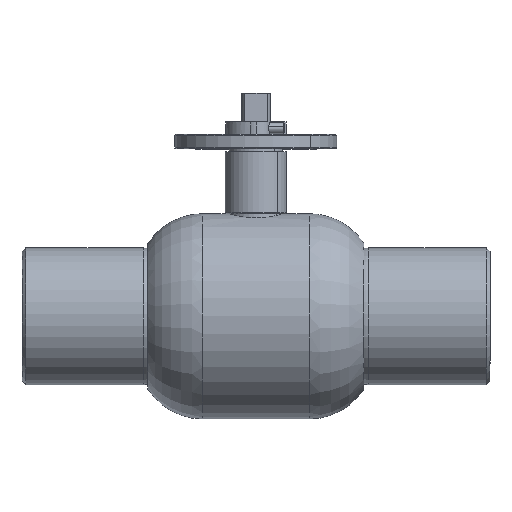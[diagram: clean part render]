
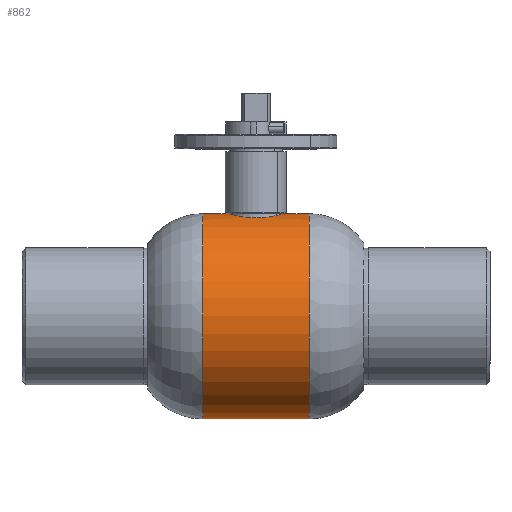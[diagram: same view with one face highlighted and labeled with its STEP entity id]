
A CAD part, top view. The second image highlights one B-rep face of the part: STEP entity #862.
In plain terms, the highlighted cylindrical face has radius 57 mm (diameter 114 mm), a partial arc.
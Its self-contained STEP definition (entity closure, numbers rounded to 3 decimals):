
#90 = B_SPLINE_CURVE_WITH_KNOTS ( 'NONE', 3,
 ( #6774, #4963, #2425, #3648, #1842, #4309, #6242, #1237, #6812, #8024, #1202, #638, #6199, #2575, #2499, #591, #5005, #7484, #5082, #7526, #4270, #3798, #4381, #1275, #3765, #6171 ),
 .UNSPECIFIED., .F., .F.,
 ( 4, 2, 2, 2, 2, 2, 2, 2, 2, 2, 2, 2, 4 ),
 ( 0.05, 0.052, 0.053, 0.057, 0.058, 0.06, 0.063, 0.064, 0.066, 0.069, 0.072, 0.074, 0.075 ),
 .UNSPECIFIED. ) ;
#104 = EDGE_CURVE ( 'NONE', #5011, #800, #5945, .T. ) ;
#248 = EDGE_CURVE ( 'NONE', #1747, #4867, #1586, .T. ) ;
#332 = CARTESIAN_POINT ( 'NONE',  ( 0., 0., 0. ) ) ;
#334 = CARTESIAN_POINT ( 'NONE',  ( -15.178, 56.773, 5.171 ) ) ;
#506 = CARTESIAN_POINT ( 'NONE',  ( -12.031, 56.015, 10.561 ) ) ;
#582 = CARTESIAN_POINT ( 'NONE',  ( -13.85, 56.434, 8.028 ) ) ;
#591 = CARTESIAN_POINT ( 'NONE',  ( 12.697, 56.162, 9.749 ) ) ;
#594 = EDGE_CURVE ( 'NONE', #721, #2172, #90, .T. ) ;
#638 = CARTESIAN_POINT ( 'NONE',  ( 9.77, 55.567, 12.713 ) ) ;
#665 = ORIENTED_EDGE ( 'NONE', *, *, #104, .T. ) ;
#721 = VERTEX_POINT ( 'NONE', #3229 ) ;
#738 = CARTESIAN_POINT ( 'NONE',  ( 0., 57., 0. ) ) ;
#800 = VERTEX_POINT ( 'NONE', #6031 ) ;
#862 = ADVANCED_FACE ( 'NONE', ( #3510 ), #5455, .T. ) ;
#1039 = DIRECTION ( 'NONE',  ( 0., -1., 0. ) ) ;
#1069 = CARTESIAN_POINT ( 'NONE',  ( -4.172, 54.858, 15.482 ) ) ;
#1071 = CARTESIAN_POINT ( 'NONE',  ( -16., 57., 0. ) ) ;
#1080 = DIRECTION ( 'NONE',  ( -1., 0., 0. ) ) ;
#1111 = CARTESIAN_POINT ( 'NONE',  ( -12.693, 56.161, 9.755 ) ) ;
#1174 = VECTOR ( 'NONE', #2648, 1000. ) ;
#1202 = CARTESIAN_POINT ( 'NONE',  ( 8.471, 55.359, 13.584 ) ) ;
#1237 = CARTESIAN_POINT ( 'NONE',  ( 6.619, 55.105, 14.576 ) ) ;
#1275 = CARTESIAN_POINT ( 'NONE',  ( 15.974, 56.993, 1.06 ) ) ;
#1460 = EDGE_LOOP ( 'NONE', ( #665, #1988, #5097, #3932, #6410, #2973, #7173 ) ) ;
#1548 = CARTESIAN_POINT ( 'NONE',  ( -15.974, 56.993, 1.052 ) ) ;
#1586 = CIRCLE ( 'NONE', #6186, 57. ) ;
#1651 = VECTOR ( 'NONE', #3236, 1000. ) ;
#1672 = CARTESIAN_POINT ( 'NONE',  ( 0., 54.708, 16. ) ) ;
#1716 = CARTESIAN_POINT ( 'NONE',  ( -29.65, -57., 0. ) ) ;
#1729 = LINE ( 'NONE', #3608, #3969 ) ;
#1747 = VERTEX_POINT ( 'NONE', #1716 ) ;
#1758 = CARTESIAN_POINT ( 'NONE',  ( -11.676, 55.939, 10.951 ) ) ;
#1842 = CARTESIAN_POINT ( 'NONE',  ( 2.615, 54.768, 15.794 ) ) ;
#1868 = LINE ( 'NONE', #738, #1174 ) ;
#1988 = ORIENTED_EDGE ( 'NONE', *, *, #4581, .T. ) ;
#2172 = VERTEX_POINT ( 'NONE', #7840 ) ;
#2230 = DIRECTION ( 'NONE',  ( 0., -1., 0. ) ) ;
#2408 = CARTESIAN_POINT ( 'NONE',  ( -29.65, 57., 0. ) ) ;
#2425 = CARTESIAN_POINT ( 'NONE',  ( 1.047, 54.716, 15.974 ) ) ;
#2499 = CARTESIAN_POINT ( 'NONE',  ( 12.034, 56.015, 10.557 ) ) ;
#2575 = CARTESIAN_POINT ( 'NONE',  ( 11.68, 55.94, 10.948 ) ) ;
#2648 = DIRECTION ( 'NONE',  ( -1., 0., 0. ) ) ;
#2658 = AXIS2_PLACEMENT_3D ( 'NONE', #332, #3552, #4180 ) ;
#2813 = CARTESIAN_POINT ( 'NONE',  ( -14.572, 56.615, 6.629 ) ) ;
#2936 = B_SPLINE_CURVE_WITH_KNOTS ( 'NONE', 3,
 ( #6508, #7144, #1548, #4046, #6547, #5939, #334, #2813, #7943, #582, #5538, #7364, #1111, #506, #1758, #2951, #7324, #4791, #4957, #6684, #7899, #3553, #1069, #4917, #8055, #7401, #4878, #1672 ),
 .UNSPECIFIED., .F., .F.,
 ( 4, 2, 2, 2, 2, 2, 2, 2, 2, 2, 2, 2, 2, 4 ),
 ( 0.025, 0.027, 0.028, 0.031, 0.033, 0.035, 0.036, 0.038, 0.041, 0.042, 0.044, 0.047, 0.049, 0.05 ),
 .UNSPECIFIED. ) ;
#2951 = CARTESIAN_POINT ( 'NONE',  ( -10.567, 55.715, 12.06 ) ) ;
#2973 = ORIENTED_EDGE ( 'NONE', *, *, #248, .F. ) ;
#3229 = CARTESIAN_POINT ( 'NONE',  ( 0., 54.708, 16. ) ) ;
#3236 = DIRECTION ( 'NONE',  ( -1., 0., 0. ) ) ;
#3510 = FACE_OUTER_BOUND ( 'NONE', #1460, .T. ) ;
#3552 = DIRECTION ( 'NONE',  ( -1., 0., 0. ) ) ;
#3553 = CARTESIAN_POINT ( 'NONE',  ( -5.17, 54.944, 15.178 ) ) ;
#3574 = DIRECTION ( 'NONE',  ( -1., 0., 0. ) ) ;
#3608 = CARTESIAN_POINT ( 'NONE',  ( 0., 57., 0. ) ) ;
#3639 = EDGE_CURVE ( 'NONE', #4442, #721, #2936, .T. ) ;
#3648 = CARTESIAN_POINT ( 'NONE',  ( 2.092, 54.746, 15.871 ) ) ;
#3765 = CARTESIAN_POINT ( 'NONE',  ( 16., 57., 0.527 ) ) ;
#3798 = CARTESIAN_POINT ( 'NONE',  ( 15.791, 56.942, 2.628 ) ) ;
#3932 = ORIENTED_EDGE ( 'NONE', *, *, #3639, .F. ) ;
#3969 = VECTOR ( 'NONE', #1080, 1000. ) ;
#4046 = CARTESIAN_POINT ( 'NONE',  ( -15.869, 56.963, 2.108 ) ) ;
#4180 = DIRECTION ( 'NONE',  ( 0., -1., 0. ) ) ;
#4270 = CARTESIAN_POINT ( 'NONE',  ( 15.484, 56.857, 4.166 ) ) ;
#4309 = CARTESIAN_POINT ( 'NONE',  ( 4.173, 54.857, 15.482 ) ) ;
#4381 = CARTESIAN_POINT ( 'NONE',  ( 15.869, 56.963, 2.11 ) ) ;
#4442 = VERTEX_POINT ( 'NONE', #1071 ) ;
#4545 = LINE ( 'NONE', #5665, #1651 ) ;
#4581 = EDGE_CURVE ( 'NONE', #800, #2172, #1868, .T. ) ;
#4791 = CARTESIAN_POINT ( 'NONE',  ( -8.468, 55.358, 13.585 ) ) ;
#4867 = VERTEX_POINT ( 'NONE', #2408 ) ;
#4878 = CARTESIAN_POINT ( 'NONE',  ( -0.524, 54.708, 16. ) ) ;
#4917 = CARTESIAN_POINT ( 'NONE',  ( -2.625, 54.769, 15.792 ) ) ;
#4957 = CARTESIAN_POINT ( 'NONE',  ( -8.02, 55.291, 13.855 ) ) ;
#4963 = CARTESIAN_POINT ( 'NONE',  ( 0.524, 54.708, 16. ) ) ;
#5005 = CARTESIAN_POINT ( 'NONE',  ( 13.007, 56.233, 9.331 ) ) ;
#5011 = VERTEX_POINT ( 'NONE', #5589 ) ;
#5082 = CARTESIAN_POINT ( 'NONE',  ( 14.368, 56.562, 7.119 ) ) ;
#5097 = ORIENTED_EDGE ( 'NONE', *, *, #594, .F. ) ;
#5455 = CYLINDRICAL_SURFACE ( 'NONE', #2658, 57. ) ;
#5538 = CARTESIAN_POINT ( 'NONE',  ( -13.582, 56.368, 8.474 ) ) ;
#5589 = CARTESIAN_POINT ( 'NONE',  ( 29.65, -57., 0. ) ) ;
#5665 = CARTESIAN_POINT ( 'NONE',  ( 0., -57., 0. ) ) ;
#5884 = EDGE_CURVE ( 'NONE', #4442, #4867, #1729, .T. ) ;
#5939 = CARTESIAN_POINT ( 'NONE',  ( -15.482, 56.856, 4.171 ) ) ;
#5945 = CIRCLE ( 'NONE', #7754, 57. ) ;
#5949 = DIRECTION ( 'NONE',  ( -1., 0., 0. ) ) ;
#6031 = CARTESIAN_POINT ( 'NONE',  ( 29.65, 57., 0. ) ) ;
#6171 = CARTESIAN_POINT ( 'NONE',  ( 16., 57., 0. ) ) ;
#6186 = AXIS2_PLACEMENT_3D ( 'NONE', #6650, #5949, #1039 ) ;
#6199 = CARTESIAN_POINT ( 'NONE',  ( 10.572, 55.716, 12.055 ) ) ;
#6242 = CARTESIAN_POINT ( 'NONE',  ( 5.174, 54.944, 15.176 ) ) ;
#6410 = ORIENTED_EDGE ( 'NONE', *, *, #5884, .T. ) ;
#6508 = CARTESIAN_POINT ( 'NONE',  ( -16., 57., 0. ) ) ;
#6547 = CARTESIAN_POINT ( 'NONE',  ( -15.791, 56.942, 2.629 ) ) ;
#6650 = CARTESIAN_POINT ( 'NONE',  ( -29.65, 0., 0. ) ) ;
#6684 = CARTESIAN_POINT ( 'NONE',  ( -7.092, 55.164, 14.352 ) ) ;
#6774 = CARTESIAN_POINT ( 'NONE',  ( 0., 54.708, 16. ) ) ;
#6812 = CARTESIAN_POINT ( 'NONE',  ( 7.092, 55.164, 14.352 ) ) ;
#7144 = CARTESIAN_POINT ( 'NONE',  ( -16., 57., 0.525 ) ) ;
#7173 = ORIENTED_EDGE ( 'NONE', *, *, #7432, .F. ) ;
#7257 = CARTESIAN_POINT ( 'NONE',  ( 29.65, 0., 0. ) ) ;
#7324 = CARTESIAN_POINT ( 'NONE',  ( -9.765, 55.566, 12.717 ) ) ;
#7364 = CARTESIAN_POINT ( 'NONE',  ( -13.003, 56.232, 9.337 ) ) ;
#7401 = CARTESIAN_POINT ( 'NONE',  ( -1.048, 54.716, 15.974 ) ) ;
#7432 = EDGE_CURVE ( 'NONE', #5011, #1747, #4545, .T. ) ;
#7484 = CARTESIAN_POINT ( 'NONE',  ( 13.874, 56.437, 8.037 ) ) ;
#7526 = CARTESIAN_POINT ( 'NONE',  ( 15.179, 56.774, 5.168 ) ) ;
#7754 = AXIS2_PLACEMENT_3D ( 'NONE', #7257, #3574, #2230 ) ;
#7840 = CARTESIAN_POINT ( 'NONE',  ( 16., 57., 0. ) ) ;
#7899 = CARTESIAN_POINT ( 'NONE',  ( -6.617, 55.105, 14.577 ) ) ;
#7943 = CARTESIAN_POINT ( 'NONE',  ( -14.345, 56.557, 7.107 ) ) ;
#8024 = CARTESIAN_POINT ( 'NONE',  ( 8.019, 55.291, 13.855 ) ) ;
#8055 = CARTESIAN_POINT ( 'NONE',  ( -2.098, 54.746, 15.871 ) ) ;
